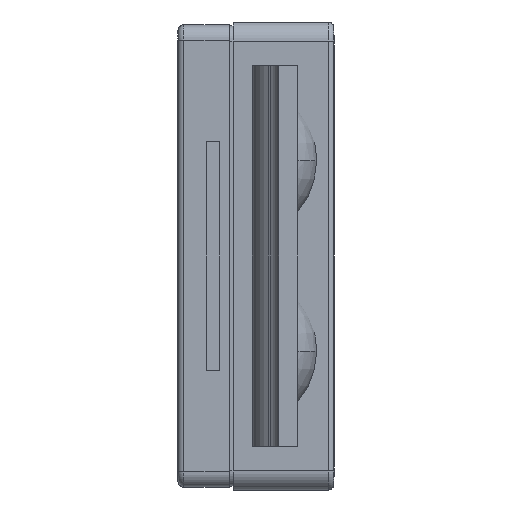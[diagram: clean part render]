
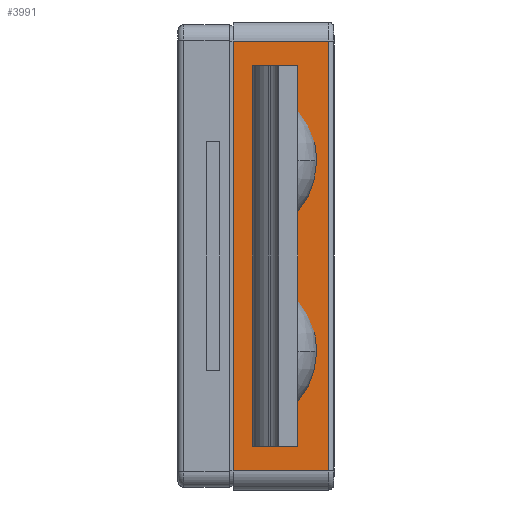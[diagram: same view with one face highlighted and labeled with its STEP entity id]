
A CAD part, left-side view. The second image highlights one B-rep face of the part: STEP entity #3991.
In plain terms, the highlighted planar face has unit normal (-1, 0, 0).
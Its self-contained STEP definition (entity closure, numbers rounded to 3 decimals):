
#8 = DIRECTION ( 'NONE',  ( 0., 0., 1. ) ) ;
#80 = DIRECTION ( 'NONE',  ( 0., -1., 0. ) ) ;
#114 = VECTOR ( 'NONE', #948, 1000. ) ;
#131 = VERTEX_POINT ( 'NONE', #4864 ) ;
#367 = EDGE_CURVE ( 'NONE', #435, #6381, #1549, .T. ) ;
#399 = VECTOR ( 'NONE', #1571, 1000. ) ;
#435 = VERTEX_POINT ( 'NONE', #811 ) ;
#715 = CARTESIAN_POINT ( 'NONE',  ( -2.2, 0.51, -1.13 ) ) ;
#811 = CARTESIAN_POINT ( 'NONE',  ( -2.2, 0.31, 1. ) ) ;
#867 = FACE_BOUND ( 'NONE', #6470, .T. ) ;
#937 = VECTOR ( 'NONE', #8, 1000. ) ;
#948 = DIRECTION ( 'NONE',  ( 0., 0., -1. ) ) ;
#1028 = FACE_OUTER_BOUND ( 'NONE', #1706, .T. ) ;
#1243 = DIRECTION ( 'NONE',  ( 0., 1., 0. ) ) ;
#1246 = EDGE_CURVE ( 'NONE', #6381, #2045, #5968, .T. ) ;
#1549 = LINE ( 'NONE', #2294, #4316 ) ;
#1571 = DIRECTION ( 'NONE',  ( 0., 0., -1. ) ) ;
#1617 = ORIENTED_EDGE ( 'NONE', *, *, #4275, .F. ) ;
#1706 = EDGE_LOOP ( 'NONE', ( #3316, #2760, #1617, #6565 ) ) ;
#1739 = LINE ( 'NONE', #5033, #4677 ) ;
#1811 = CARTESIAN_POINT ( 'NONE',  ( -2.2, -0.02, -1.23 ) ) ;
#1821 = VECTOR ( 'NONE', #5088, 1000. ) ;
#1828 = VECTOR ( 'NONE', #80, 1000. ) ;
#2045 = VERTEX_POINT ( 'NONE', #2324 ) ;
#2065 = CARTESIAN_POINT ( 'NONE',  ( -2.2, 0.51, -1.23 ) ) ;
#2140 = ORIENTED_EDGE ( 'NONE', *, *, #2231, .T. ) ;
#2168 = EDGE_CURVE ( 'NONE', #2928, #5899, #6324, .T. ) ;
#2231 = EDGE_CURVE ( 'NONE', #435, #131, #4264, .T. ) ;
#2294 = CARTESIAN_POINT ( 'NONE',  ( -2.2, -0.02, 1. ) ) ;
#2305 = DIRECTION ( 'NONE',  ( 0., 0., 1. ) ) ;
#2308 = LINE ( 'NONE', #2065, #937 ) ;
#2324 = CARTESIAN_POINT ( 'NONE',  ( -2.2, 0.41, -1. ) ) ;
#2760 = ORIENTED_EDGE ( 'NONE', *, *, #2168, .T. ) ;
#2924 = DIRECTION ( 'NONE',  ( 0., 0., 1. ) ) ;
#2928 = VERTEX_POINT ( 'NONE', #3585 ) ;
#3159 = ORIENTED_EDGE ( 'NONE', *, *, #5203, .F. ) ;
#3316 = ORIENTED_EDGE ( 'NONE', *, *, #5314, .T. ) ;
#3345 = PLANE ( 'NONE',  #6451 ) ;
#3585 = CARTESIAN_POINT ( 'NONE',  ( -2.2, 0.01, 1.13 ) ) ;
#3938 = LINE ( 'NONE', #6590, #5368 ) ;
#3991 = ADVANCED_FACE ( 'NONE', ( #1028, #867 ), #3345, .T. ) ;
#4152 = CARTESIAN_POINT ( 'NONE',  ( -2.2, 0.41, -1.23 ) ) ;
#4264 = LINE ( 'NONE', #4605, #114 ) ;
#4275 = EDGE_CURVE ( 'NONE', #5773, #5899, #2308, .T. ) ;
#4316 = VECTOR ( 'NONE', #1243, 1000. ) ;
#4605 = CARTESIAN_POINT ( 'NONE',  ( -2.2, 0.31, -1.23 ) ) ;
#4677 = VECTOR ( 'NONE', #5571, 1000. ) ;
#4774 = LINE ( 'NONE', #6339, #1828 ) ;
#4864 = CARTESIAN_POINT ( 'NONE',  ( -2.2, 0.31, -1. ) ) ;
#4930 = VERTEX_POINT ( 'NONE', #5144 ) ;
#5033 = CARTESIAN_POINT ( 'NONE',  ( -2.2, -0.02, -1.13 ) ) ;
#5088 = DIRECTION ( 'NONE',  ( 0., 1., 0. ) ) ;
#5144 = CARTESIAN_POINT ( 'NONE',  ( -2.2, 0.01, -1.13 ) ) ;
#5203 = EDGE_CURVE ( 'NONE', #2045, #131, #4774, .T. ) ;
#5314 = EDGE_CURVE ( 'NONE', #4930, #2928, #3938, .T. ) ;
#5368 = VECTOR ( 'NONE', #2924, 1000. ) ;
#5380 = ORIENTED_EDGE ( 'NONE', *, *, #1246, .F. ) ;
#5488 = DIRECTION ( 'NONE',  ( -1., 0., 0. ) ) ;
#5555 = CARTESIAN_POINT ( 'NONE',  ( -2.2, 0.51, 1.13 ) ) ;
#5571 = DIRECTION ( 'NONE',  ( 0., -1., 0. ) ) ;
#5773 = VERTEX_POINT ( 'NONE', #715 ) ;
#5899 = VERTEX_POINT ( 'NONE', #5555 ) ;
#5968 = LINE ( 'NONE', #4152, #399 ) ;
#5982 = ORIENTED_EDGE ( 'NONE', *, *, #367, .F. ) ;
#6137 = CARTESIAN_POINT ( 'NONE',  ( -2.2, -0.02, 1.13 ) ) ;
#6144 = EDGE_CURVE ( 'NONE', #5773, #4930, #1739, .T. ) ;
#6282 = CARTESIAN_POINT ( 'NONE',  ( -2.2, 0.41, 1. ) ) ;
#6324 = LINE ( 'NONE', #6137, #1821 ) ;
#6339 = CARTESIAN_POINT ( 'NONE',  ( -2.2, -0.02, -1. ) ) ;
#6381 = VERTEX_POINT ( 'NONE', #6282 ) ;
#6451 = AXIS2_PLACEMENT_3D ( 'NONE', #1811, #5488, #2305 ) ;
#6470 = EDGE_LOOP ( 'NONE', ( #5982, #2140, #3159, #5380 ) ) ;
#6565 = ORIENTED_EDGE ( 'NONE', *, *, #6144, .T. ) ;
#6590 = CARTESIAN_POINT ( 'NONE',  ( -2.2, 0.01, -1.23 ) ) ;
